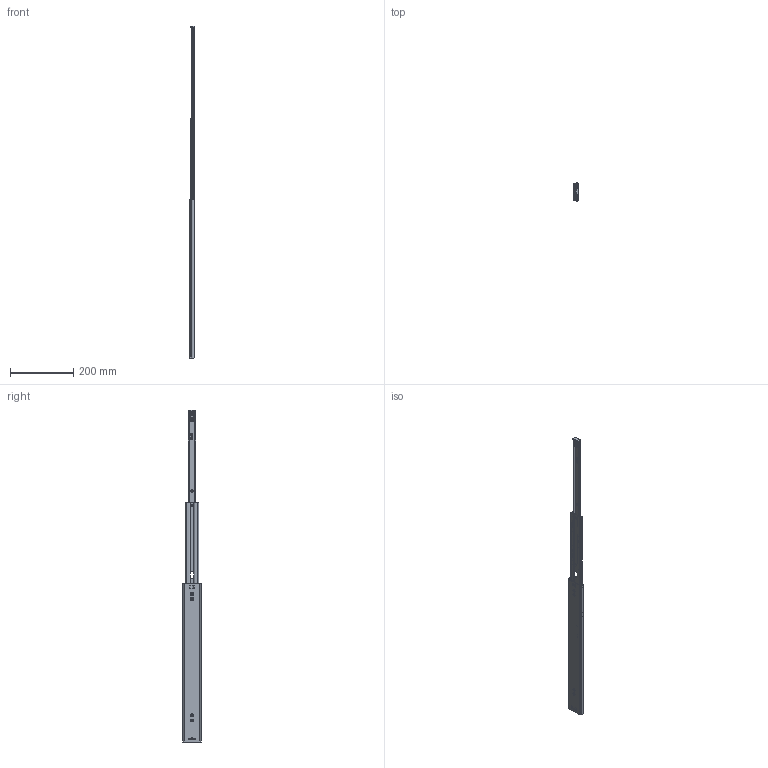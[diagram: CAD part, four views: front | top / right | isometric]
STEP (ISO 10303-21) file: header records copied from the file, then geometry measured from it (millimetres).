
FILE_DESCRIPTION(/* description */ ('Überauszug Serie 038 500x550'),/* implementation_level */ '2;1');
FILE_NAME(/* name */ '07000069005.stp',/* time_stamp */ '2020-06-18T16:09:49+02:00',/* author */ ('Dennis Bruder'),/* organization */ (''),/* preprocessor_version */ 'ST-DEVELOPER v18',/* originating_system */ 'Autodesk Inventor 2020',/* authorisation */ '');
FILE_SCHEMA (('AUTOMOTIVE_DESIGN { 1 0 10303 214 3 1 1 }'));
Products named in the file (1): 07000069005
Bounding box: 18.3 x 57.38 x 1050 mm (x, y, z)
Volume: 195942.9 mm3; surface area: 254805.9 mm2
Topology: 67 solids, 67 shells, 3215 faces, 9687 edges, 6451 vertices
Faces by surface type: plane 1468, cylinder 821, cone 449, torus 212, bspline 207, sphere 58
Full cylindrical faces by diameter (mm): 3.5 x2, 4.5 x6, 4.6 x7, 5.9 x2, 6 x2, 8 x4, 8.2 x1
Entity records: 138860 total; most frequent: CARTESIAN_POINT 52489, ORIENTED_EDGE 19138, DIRECTION 15572, EDGE_CURVE 9569, VERTEX_POINT 6451, AXIS2_PLACEMENT_3D 5441, LINE 4690, VECTOR 4690
